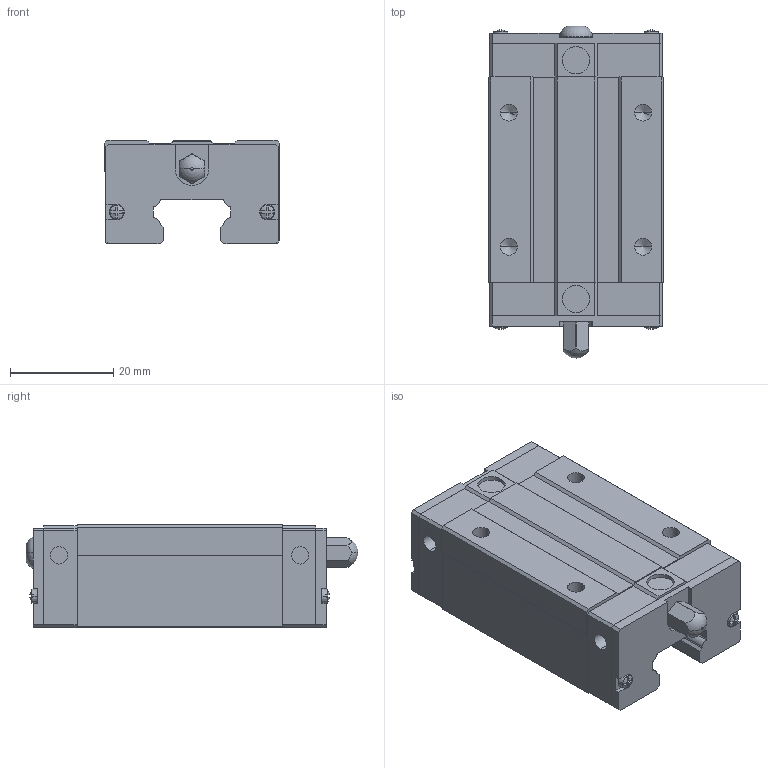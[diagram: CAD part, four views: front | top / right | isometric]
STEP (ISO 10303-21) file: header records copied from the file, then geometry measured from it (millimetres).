
FILE_DESCRIPTION(('STEP AP214'),'1');
FILE_NAME('cctmp_4A6DBB89-716D-4576-A9B7-A8FB0143D6CD_2020_5_13_14_35_25_584..stp','2020-05-13T12:35:25',('HIWIN GmbH'),('CADClick - www.CADClick.com'),'Spatial InterOp 3D',' ','unknown authorization');
FILE_SCHEMA(('AUTOMOTIVE_DESIGN'));
Length unit declared in the file: millimetre
Products named in the file (1): QEH15CAZ0H_FILE
Bounding box: 34 x 64.39 x 20 mm (x, y, z)
Volume: 31004.1 mm3; surface area: 9203.1 mm2
Topology: 1 solids, 4 shells, 290 faces, 779 edges, 505 vertices
Faces by surface type: plane 188, cylinder 70, cone 28, sphere 2, torus 2
Entity records: 11302 total; most frequent: CARTESIAN_POINT 1759, ORIENTED_EDGE 1542, DIRECTION 1458, EDGE_CURVE 771, LINE 538, VECTOR 538, VERTEX_POINT 505, AXIS2_PLACEMENT_3D 460
